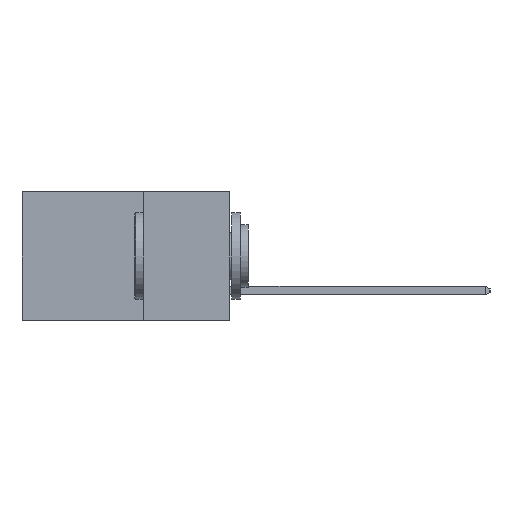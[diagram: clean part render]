
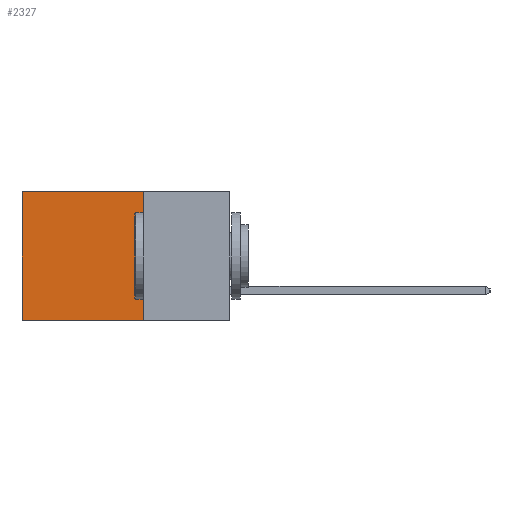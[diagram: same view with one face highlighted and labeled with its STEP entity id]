
A CAD part, left-side view. The second image highlights one B-rep face of the part: STEP entity #2327.
In plain terms, the highlighted planar face has unit normal (-1, 0, 0).
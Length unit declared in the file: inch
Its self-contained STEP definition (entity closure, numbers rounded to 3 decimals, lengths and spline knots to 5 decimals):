
#138 = VERTEX_POINT ( 'NONE', #10602 ) ;
#445 = EDGE_CURVE ( 'NONE', #4319, #8986, #7844, .T. ) ;
#834 = VECTOR ( 'NONE', #2600, 39.37008 ) ;
#843 = VECTOR ( 'NONE', #6015, 39.37008 ) ;
#877 = CARTESIAN_POINT ( 'NONE',  ( 0.2615, 0.25, 0. ) ) ;
#915 = DIRECTION ( 'NONE',  ( 0., 1., 0. ) ) ;
#1546 = LINE ( 'NONE', #877, #10852 ) ;
#2327 = ADVANCED_FACE ( 'NONE', ( #7170 ), #9247, .F. ) ;
#2600 = DIRECTION ( 'NONE',  ( 0., 1., 0. ) ) ;
#3711 = DIRECTION ( 'NONE',  ( 1., 0., 0. ) ) ;
#3722 = CARTESIAN_POINT ( 'NONE',  ( 0.2615, 0.25, -0.37 ) ) ;
#3747 = DIRECTION ( 'NONE',  ( 0., 0., -1. ) ) ;
#3933 = CARTESIAN_POINT ( 'NONE',  ( 0.2615, 0.25, -0.37 ) ) ;
#4319 = VERTEX_POINT ( 'NONE', #7442 ) ;
#5393 = CARTESIAN_POINT ( 'NONE',  ( 0.2615, 0.25, -0.37 ) ) ;
#5791 = ORIENTED_EDGE ( 'NONE', *, *, #7327, .F. ) ;
#6015 = DIRECTION ( 'NONE',  ( 0., 0., -1. ) ) ;
#6112 = LINE ( 'NONE', #5393, #834 ) ;
#6139 = ORIENTED_EDGE ( 'NONE', *, *, #8654, .F. ) ;
#6521 = VERTEX_POINT ( 'NONE', #3933 ) ;
#7170 = FACE_OUTER_BOUND ( 'NONE', #9081, .T. ) ;
#7327 = EDGE_CURVE ( 'NONE', #138, #6521, #10757, .T. ) ;
#7442 = CARTESIAN_POINT ( 'NONE',  ( 0.2615, 0.6, 0. ) ) ;
#7493 = DIRECTION ( 'NONE',  ( 0., 0., -1. ) ) ;
#7569 = CARTESIAN_POINT ( 'NONE',  ( 0.2615, 0.6, -0.37 ) ) ;
#7769 = CARTESIAN_POINT ( 'NONE',  ( 0.2615, 0.25, -0.37 ) ) ;
#7844 = LINE ( 'NONE', #10180, #843 ) ;
#8160 = ORIENTED_EDGE ( 'NONE', *, *, #8817, .T. ) ;
#8406 = VECTOR ( 'NONE', #7493, 39.37008 ) ;
#8654 = EDGE_CURVE ( 'NONE', #6521, #8986, #6112, .T. ) ;
#8817 = EDGE_CURVE ( 'NONE', #138, #4319, #1546, .T. ) ;
#8986 = VERTEX_POINT ( 'NONE', #7569 ) ;
#9081 = EDGE_LOOP ( 'NONE', ( #10037, #6139, #5791, #8160 ) ) ;
#9247 = PLANE ( 'NONE',  #10981 ) ;
#10037 = ORIENTED_EDGE ( 'NONE', *, *, #445, .T. ) ;
#10180 = CARTESIAN_POINT ( 'NONE',  ( 0.2615, 0.6, -0.37 ) ) ;
#10602 = CARTESIAN_POINT ( 'NONE',  ( 0.2615, 0.25, 0. ) ) ;
#10757 = LINE ( 'NONE', #7769, #8406 ) ;
#10852 = VECTOR ( 'NONE', #915, 39.37008 ) ;
#10981 = AXIS2_PLACEMENT_3D ( 'NONE', #3722, #3711, #3747 ) ;
